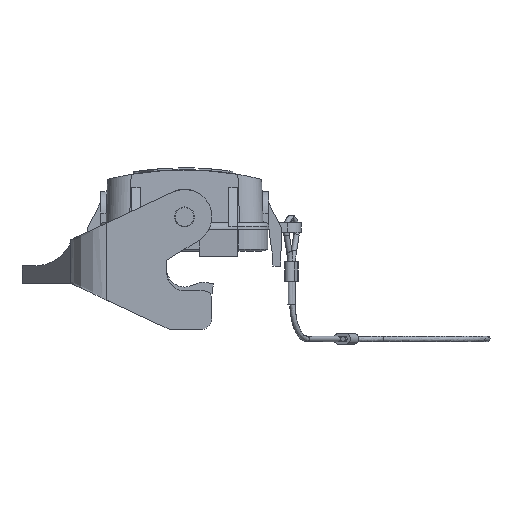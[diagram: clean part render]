
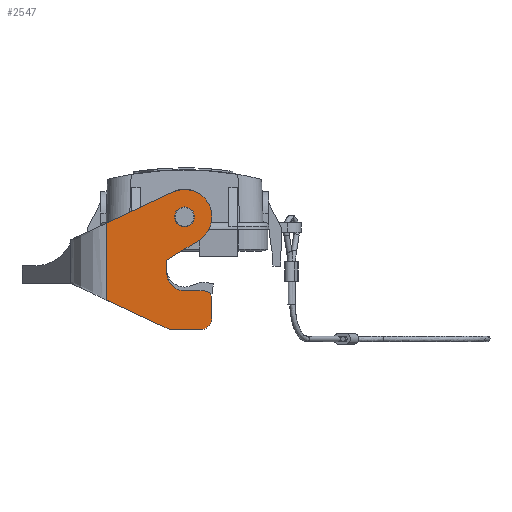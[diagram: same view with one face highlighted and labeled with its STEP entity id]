
A CAD part, left-side view. The second image highlights one B-rep face of the part: STEP entity #2547.
In plain terms, the highlighted planar face has unit normal (-1, 0, 0).
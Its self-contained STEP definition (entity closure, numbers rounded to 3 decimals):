
#2547=ADVANCED_FACE('',(#2899,#2900),#2777,.F.);
#2777=PLANE('',#9423);
#2899=FACE_BOUND('',#3339,.T.);
#2900=FACE_BOUND('',#3340,.T.);
#3339=EDGE_LOOP('',(#5498));
#3340=EDGE_LOOP('',(#5499,#5500,#5501,#5502,#5503,#5504,#5505,#5506,#5507,
#5508,#5509,#5510));
#3515=CIRCLE('',#9400,7.);
#3517=CIRCLE('',#9403,2.55);
#3520=CIRCLE('',#9408,2.);
#3524=CIRCLE('',#9415,4.5);
#3527=CIRCLE('',#9420,3.);
#5498=ORIENTED_EDGE('',*,*,#7349,.F.);
#5499=ORIENTED_EDGE('',*,*,#7378,.F.);
#5500=ORIENTED_EDGE('',*,*,#7346,.T.);
#5501=ORIENTED_EDGE('',*,*,#7380,.T.);
#5502=ORIENTED_EDGE('',*,*,#7381,.F.);
#5503=ORIENTED_EDGE('',*,*,#7382,.T.);
#5504=ORIENTED_EDGE('',*,*,#7364,.T.);
#5505=ORIENTED_EDGE('',*,*,#7377,.T.);
#5506=ORIENTED_EDGE('',*,*,#7360,.T.);
#5507=ORIENTED_EDGE('',*,*,#7357,.T.);
#5508=ORIENTED_EDGE('',*,*,#7267,.T.);
#5509=ORIENTED_EDGE('',*,*,#7371,.T.);
#5510=ORIENTED_EDGE('',*,*,#7374,.T.);
#6269=VERTEX_POINT('',#16577);
#6270=VERTEX_POINT('',#16579);
#6318=VERTEX_POINT('',#17005);
#6319=VERTEX_POINT('',#17007);
#6321=VERTEX_POINT('',#17013);
#6328=VERTEX_POINT('',#17030);
#6330=VERTEX_POINT('',#17036);
#6333=VERTEX_POINT('',#17043);
#6334=VERTEX_POINT('',#17045);
#6339=VERTEX_POINT('',#17057);
#6341=VERTEX_POINT('',#17063);
#6342=VERTEX_POINT('',#17074);
#6343=VERTEX_POINT('',#17076);
#7267=EDGE_CURVE('',#6270,#6269,#7950,.T.);
#7346=EDGE_CURVE('',#6319,#6318,#3515,.T.);
#7349=EDGE_CURVE('',#6321,#6321,#3517,.T.);
#7357=EDGE_CURVE('',#6328,#6270,#3520,.T.);
#7360=EDGE_CURVE('',#6330,#6328,#8013,.T.);
#7364=EDGE_CURVE('',#6334,#6333,#8017,.T.);
#7371=EDGE_CURVE('',#6269,#6339,#3524,.T.);
#7374=EDGE_CURVE('',#6339,#6341,#8023,.T.);
#7377=EDGE_CURVE('',#6333,#6330,#3527,.T.);
#7378=EDGE_CURVE('',#6319,#6341,#8025,.T.);
#7380=EDGE_CURVE('',#6318,#6342,#8027,.T.);
#7381=EDGE_CURVE('',#6343,#6342,#8028,.T.);
#7382=EDGE_CURVE('',#6343,#6334,#8029,.T.);
#7950=LINE('',#16578,#8595);
#8013=LINE('',#17035,#8658);
#8017=LINE('',#17044,#8662);
#8023=LINE('',#17064,#8668);
#8025=LINE('',#17070,#8670);
#8027=LINE('',#17073,#8672);
#8028=LINE('',#17075,#8673);
#8029=LINE('',#17077,#8674);
#8595=VECTOR('',#10793,1.);
#8658=VECTOR('',#10964,1.);
#8662=VECTOR('',#10970,1.);
#8668=VECTOR('',#10988,1.);
#8670=VECTOR('',#10998,1.);
#8672=VECTOR('',#11002,1.);
#8673=VECTOR('',#11003,1.);
#8674=VECTOR('',#11004,1.);
#9400=AXIS2_PLACEMENT_3D('',#17006,#10935,#10936);
#9403=AXIS2_PLACEMENT_3D('',#17012,#10942,#10943);
#9408=AXIS2_PLACEMENT_3D('',#17029,#10957,#10958);
#9415=AXIS2_PLACEMENT_3D('',#17058,#10981,#10982);
#9420=AXIS2_PLACEMENT_3D('',#17068,#10994,#10995);
#9423=AXIS2_PLACEMENT_3D('',#17078,#11005,#11006);
#10793=DIRECTION('',(0.,1.,0.));
#10935=DIRECTION('',(-1.,0.,0.));
#10936=DIRECTION('',(0.,0.,-1.));
#10942=DIRECTION('',(-1.,0.,0.));
#10943=DIRECTION('',(0.,-1.,0.));
#10957=DIRECTION('',(-1.,0.,0.));
#10958=DIRECTION('',(0.,0.,-1.));
#10964=DIRECTION('',(0.,0.,1.));
#10970=DIRECTION('',(0.,-1.,0.));
#10981=DIRECTION('',(1.,0.,0.));
#10982=DIRECTION('',(0.,0.,-1.));
#10988=DIRECTION('',(0.,0.,1.));
#10994=DIRECTION('',(-1.,0.,0.));
#10995=DIRECTION('',(0.,0.,-1.));
#10998=DIRECTION('',(0.,0.848,-0.53));
#11002=DIRECTION('',(0.,0.906,-0.423));
#11003=DIRECTION('',(0.,0.,1.));
#11004=DIRECTION('',(0.,-0.906,-0.423));
#11005=DIRECTION('',(1.,0.,0.));
#11006=DIRECTION('',(0.,0.,-1.));
#16577=CARTESIAN_POINT('',(-67.7,0.,-15.75));
#16578=CARTESIAN_POINT('',(-67.7,-7.9,-15.75));
#16579=CARTESIAN_POINT('',(-67.7,-5.,-15.75));
#17005=CARTESIAN_POINT('',(-67.7,2.958,9.494));
#17006=CARTESIAN_POINT('',(-67.7,0.,3.15));
#17007=CARTESIAN_POINT('',(-67.7,-3.709,-2.786));
#17012=CARTESIAN_POINT('',(-67.7,0.,3.15));
#17013=CARTESIAN_POINT('',(-67.7,-2.55,3.15));
#17029=CARTESIAN_POINT('',(-67.7,-5.,-17.75));
#17030=CARTESIAN_POINT('',(-67.7,-7.,-17.75));
#17035=CARTESIAN_POINT('',(-67.7,-7.,11.045));
#17036=CARTESIAN_POINT('',(-67.7,-7.,-22.65));
#17043=CARTESIAN_POINT('',(-67.7,-4.,-25.65));
#17044=CARTESIAN_POINT('',(-67.7,-7.9,-25.65));
#17045=CARTESIAN_POINT('',(-67.7,3.695,-25.65));
#17057=CARTESIAN_POINT('',(-67.7,4.5,-11.25));
#17058=CARTESIAN_POINT('',(-67.7,0.,-11.25));
#17063=CARTESIAN_POINT('',(-67.7,4.5,-7.916));
#17064=CARTESIAN_POINT('',(-67.7,4.5,11.045));
#17068=CARTESIAN_POINT('',(-67.7,-4.,-22.65));
#17070=CARTESIAN_POINT('',(-67.7,-4.557,-2.256));
#17073=CARTESIAN_POINT('',(-67.7,-6.555,13.93));
#17074=CARTESIAN_POINT('',(-67.7,20.,1.547));
#17075=CARTESIAN_POINT('',(-67.7,20.,-17.495));
#17076=CARTESIAN_POINT('',(-67.7,20.,-18.047));
#17077=CARTESIAN_POINT('',(-67.7,8.226,-23.537));
#17078=CARTESIAN_POINT('',(-67.7,-7.9,11.045));
